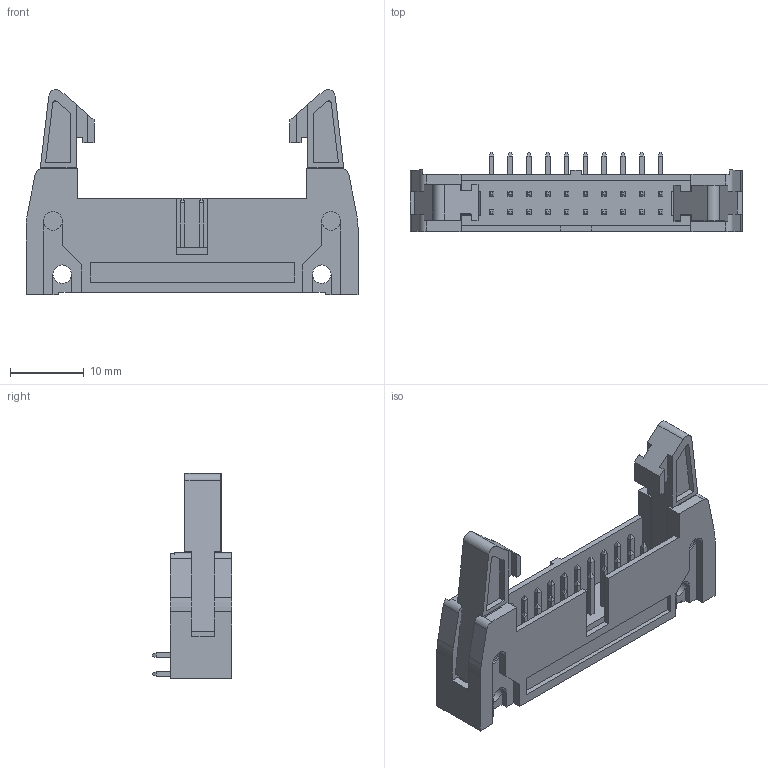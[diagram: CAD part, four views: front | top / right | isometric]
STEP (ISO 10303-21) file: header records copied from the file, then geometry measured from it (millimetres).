
FILE_DESCRIPTION( ( 'Unknown' ), '1' );
FILE_NAME( '61202022921.stp', 'Unknown', ( 'Unknown' ), ( 'Unknown' ), 'PSStep 14.0', 'Unknown', ' ' );
FILE_SCHEMA( ( 'AUTOMOTIVE_DESIGN { 1 0 10303 214 1 1 1 1 }' ) );
Length unit declared in the file: millimetre
Products named in the file (5): Assem1; 6120xx22021_LEVIER_LONG; 6120xx22121_PIN_COURTE; 6120xx22121_PIN_LONGUE; 20
Assembly tree (23 placements, depth 2):
  Assem1
    6120xx22021_LEVIER_LONG  x2
    6120xx22121_PIN_COURTE  x10
    6120xx22121_PIN_LONGUE  x10
    20
Bounding box: 44.9 x 10.7 x 27.72 mm (x, y, z)
Volume: 3282.5 mm3; surface area: 5687.3 mm2
Topology: 23 solids, 23 shells, 641 faces, 1663 edges, 1051 vertices
Faces by surface type: plane 589, cylinder 52
Full cylindrical faces by diameter (mm): 2.5 x16
Entity records: 12171 total; most frequent: CARTESIAN_POINT 1743, ORIENTED_EDGE 1722, DIRECTION 1549, EDGE_CURVE 861, LINE 793, VECTOR 793, VERTEX_POINT 572, AXIS2_PLACEMENT_3D 378
